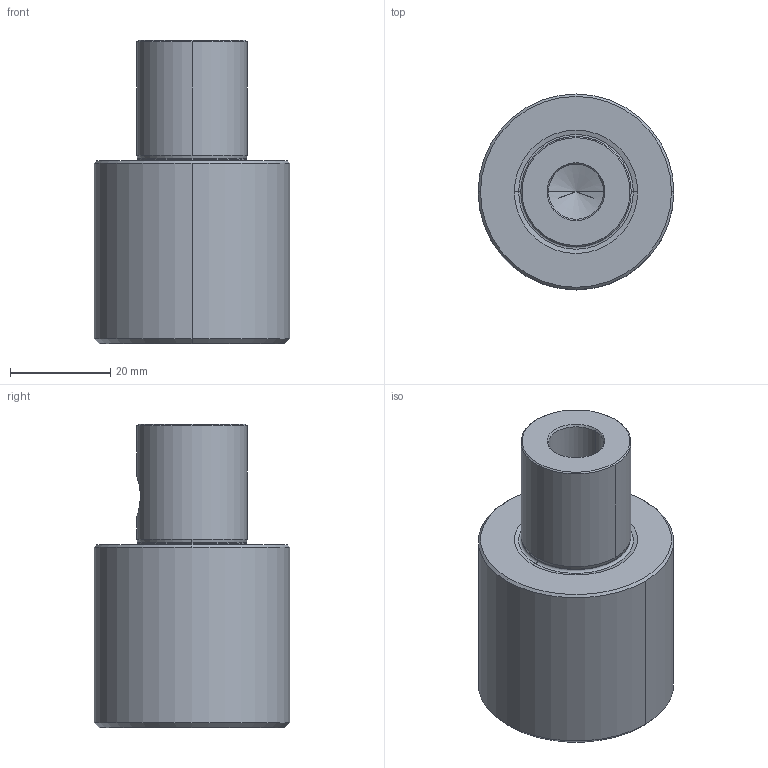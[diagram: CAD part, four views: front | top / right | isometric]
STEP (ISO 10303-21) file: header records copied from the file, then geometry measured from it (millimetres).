
FILE_DESCRIPTION(('no description'),'unknown implementation level');
FILE_NAME('7E77E5FA-6D21-4651-80C0-EC494E674DDA_export.stp',' ',('CIMSOURCE GmbH'),('CADClick - KiM GmbH - www.kimweb.de'),'unknown preprocess','ACIS','unknown authorization');
FILE_SCHEMA(('automotive_design'));
Length unit declared in the file: millimetre
Products named in the file (1): NONE
Bounding box: 39 x 39 x 60.43 mm (x, y, z)
Volume: 49984.8 mm3; surface area: 9321.6 mm2
Topology: 1 solids, 1 shells, 37 faces, 83 edges, 46 vertices
Faces by surface type: cone 20, cylinder 10, torus 4, plane 3
Entity records: 2077 total; most frequent: CARTESIAN_POINT 293, DIRECTION 199, STYLED_ITEM 163, PRESENTATION_STYLE_ASSIGNMENT 163, COLOUR_RGB 163, ORIENTED_EDGE 158, AXIS2_PLACEMENT_3D 84, EDGE_CURVE 79
